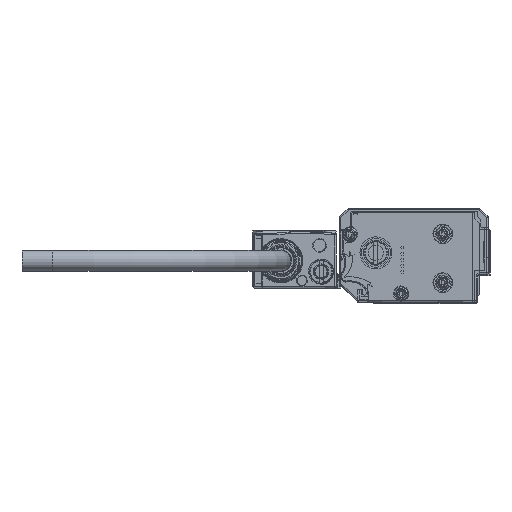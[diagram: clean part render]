
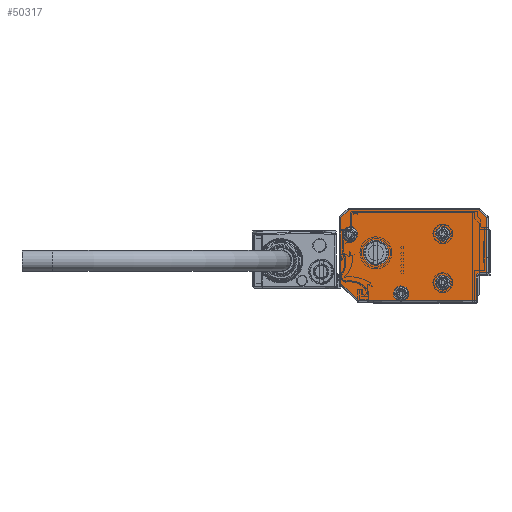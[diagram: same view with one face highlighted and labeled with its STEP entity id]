
A CAD part, left-side view. The second image highlights one B-rep face of the part: STEP entity #50317.
In plain terms, the highlighted planar face has unit normal (-1, 0, 0).
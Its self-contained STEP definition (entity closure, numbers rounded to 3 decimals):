
#50102=AXIS2_PLACEMENT_3D('Circle Axis2P3D',#50100,#50101,$) ;
#50130=AXIS2_PLACEMENT_3D('Circle Axis2P3D',#50128,#50129,$) ;
#50145=AXIS2_PLACEMENT_3D('Plane Axis2P3D',#50142,#50143,#50144) ;
#50149=AXIS2_PLACEMENT_3D('Circle Axis2P3D',#50147,#50148,$) ;
#50156=AXIS2_PLACEMENT_3D('Circle Axis2P3D',#50154,#50155,$) ;
#50163=AXIS2_PLACEMENT_3D('Circle Axis2P3D',#50161,#50162,$) ;
#50175=AXIS2_PLACEMENT_3D('Circle Axis2P3D',#50173,#50174,$) ;
#50247=AXIS2_PLACEMENT_3D('Circle Axis2P3D',#50245,#50246,$) ;
#50256=AXIS2_PLACEMENT_3D('Circle Axis2P3D',#50254,#50255,$) ;
#50265=AXIS2_PLACEMENT_3D('Circle Axis2P3D',#50263,#50264,$) ;
#50274=AXIS2_PLACEMENT_3D('Circle Axis2P3D',#50272,#50273,$) ;
#50283=AXIS2_PLACEMENT_3D('Circle Axis2P3D',#50281,#50282,$) ;
#50292=AXIS2_PLACEMENT_3D('Circle Axis2P3D',#50290,#50291,$) ;
#50301=AXIS2_PLACEMENT_3D('Circle Axis2P3D',#50299,#50300,$) ;
#50310=AXIS2_PLACEMENT_3D('Circle Axis2P3D',#50308,#50309,$) ;
#41394=CARTESIAN_POINT('Vertex',(-2573.,8.4,-1.)) ;
#41396=CARTESIAN_POINT('Vertex',(-2573.,7.,-1.)) ;
#41399=CARTESIAN_POINT('Line Origine',(-2573.,3.5,-1.)) ;
#41403=CARTESIAN_POINT('Vertex',(-2573.,21.793,-1.)) ;
#41415=CARTESIAN_POINT('Vertex',(-2573.,-17.,-1.)) ;
#41418=CARTESIAN_POINT('Line Origine',(-2573.,3.5,-1.)) ;
#50100=CARTESIAN_POINT('Axis2P3D Location',(-2573.,7.7,1.4)) ;
#50104=CARTESIAN_POINT('Vertex',(-2573.,5.2,1.4)) ;
#50125=CARTESIAN_POINT('Vertex',(-2573.,9.894,0.201)) ;
#50128=CARTESIAN_POINT('Axis2P3D Location',(-2573.,7.7,1.4)) ;
#50142=CARTESIAN_POINT('Axis2P3D Location',(-2573.,-21.5,13.5)) ;
#50147=CARTESIAN_POINT('Axis2P3D Location',(-2573.,7.7,1.4)) ;
#50151=CARTESIAN_POINT('Vertex',(-2573.,10.2,1.4)) ;
#50154=CARTESIAN_POINT('Axis2P3D Location',(-2573.,7.7,1.4)) ;
#50158=CARTESIAN_POINT('Vertex',(-2573.,5.506,2.599)) ;
#50161=CARTESIAN_POINT('Axis2P3D Location',(-2573.,7.7,1.4)) ;
#50166=CARTESIAN_POINT('Line Origine',(-2573.,-17.,3.1)) ;
#50170=CARTESIAN_POINT('Vertex',(-2573.,-17.,7.2)) ;
#50173=CARTESIAN_POINT('Axis2P3D Location',(-2573.,-18.,7.2)) ;
#50177=CARTESIAN_POINT('Vertex',(-2573.,-18.,8.2)) ;
#50180=CARTESIAN_POINT('Line Origine',(-2573.,-19.25,8.2)) ;
#50184=CARTESIAN_POINT('Vertex',(-2573.,-20.5,8.2)) ;
#50187=CARTESIAN_POINT('Line Origine',(-2573.,-20.5,17.246)) ;
#50191=CARTESIAN_POINT('Vertex',(-2573.,-20.5,26.293)) ;
#50194=CARTESIAN_POINT('Line Origine',(-2573.,-19.146,27.646)) ;
#50198=CARTESIAN_POINT('Vertex',(-2573.,-17.793,29.)) ;
#50201=CARTESIAN_POINT('Line Origine',(-2573.,3.5,29.)) ;
#50205=CARTESIAN_POINT('Vertex',(-2573.,24.793,29.)) ;
#50208=CARTESIAN_POINT('Line Origine',(-2573.,26.146,27.646)) ;
#50212=CARTESIAN_POINT('Vertex',(-2573.,27.5,26.293)) ;
#50215=CARTESIAN_POINT('Line Origine',(-2573.,27.5,15.5)) ;
#50219=CARTESIAN_POINT('Vertex',(-2573.,27.5,4.707)) ;
#50222=CARTESIAN_POINT('Line Origine',(-2573.,24.646,1.854)) ;
#50245=CARTESIAN_POINT('Axis2P3D Location',(-2573.,-6.,5.)) ;
#50249=CARTESIAN_POINT('Vertex',(-2573.,-3.806,3.801)) ;
#50251=CARTESIAN_POINT('Vertex',(-2573.,-8.194,6.199)) ;
#50254=CARTESIAN_POINT('Axis2P3D Location',(-2573.,-6.,5.)) ;
#50263=CARTESIAN_POINT('Axis2P3D Location',(-2573.,16.,14.8)) ;
#50267=CARTESIAN_POINT('Vertex',(-2573.,11.85,14.8)) ;
#50269=CARTESIAN_POINT('Vertex',(-2573.,20.15,14.8)) ;
#50272=CARTESIAN_POINT('Axis2P3D Location',(-2573.,16.,14.8)) ;
#50281=CARTESIAN_POINT('Axis2P3D Location',(-2573.,-6.,21.)) ;
#50285=CARTESIAN_POINT('Vertex',(-2573.,-8.194,22.199)) ;
#50287=CARTESIAN_POINT('Vertex',(-2573.,-3.806,19.801)) ;
#50290=CARTESIAN_POINT('Axis2P3D Location',(-2573.,-6.,21.)) ;
#50299=CARTESIAN_POINT('Axis2P3D Location',(-2573.,24.5,20.9)) ;
#50303=CARTESIAN_POINT('Vertex',(-2573.,22.306,22.099)) ;
#50305=CARTESIAN_POINT('Vertex',(-2573.,26.694,19.701)) ;
#50308=CARTESIAN_POINT('Axis2P3D Location',(-2573.,24.5,20.9)) ;
#41400=DIRECTION('Vector Direction',(0.,1.,0.)) ;
#41419=DIRECTION('Vector Direction',(0.,1.,0.)) ;
#50101=DIRECTION('Axis2P3D Direction',(-1.,0.,0.)) ;
#50129=DIRECTION('Axis2P3D Direction',(-1.,0.,0.)) ;
#50143=DIRECTION('Axis2P3D Direction',(1.,0.,0.)) ;
#50144=DIRECTION('Axis2P3D XDirection',(0.,1.,0.)) ;
#50148=DIRECTION('Axis2P3D Direction',(1.,0.,0.)) ;
#50155=DIRECTION('Axis2P3D Direction',(1.,0.,0.)) ;
#50162=DIRECTION('Axis2P3D Direction',(1.,0.,0.)) ;
#50167=DIRECTION('Vector Direction',(0.,0.,1.)) ;
#50174=DIRECTION('Axis2P3D Direction',(1.,0.,0.)) ;
#50181=DIRECTION('Vector Direction',(0.,-1.,0.)) ;
#50188=DIRECTION('Vector Direction',(0.,0.,1.)) ;
#50195=DIRECTION('Vector Direction',(0.,-0.707,-0.707)) ;
#50202=DIRECTION('Vector Direction',(0.,1.,0.)) ;
#50209=DIRECTION('Vector Direction',(0.,0.707,-0.707)) ;
#50216=DIRECTION('Vector Direction',(0.,0.,-1.)) ;
#50223=DIRECTION('Vector Direction',(0.,-0.707,-0.707)) ;
#50246=DIRECTION('Axis2P3D Direction',(1.,0.,0.)) ;
#50255=DIRECTION('Axis2P3D Direction',(1.,0.,0.)) ;
#50264=DIRECTION('Axis2P3D Direction',(1.,0.,0.)) ;
#50273=DIRECTION('Axis2P3D Direction',(1.,0.,0.)) ;
#50282=DIRECTION('Axis2P3D Direction',(1.,0.,0.)) ;
#50291=DIRECTION('Axis2P3D Direction',(1.,0.,0.)) ;
#50300=DIRECTION('Axis2P3D Direction',(1.,0.,0.)) ;
#50309=DIRECTION('Axis2P3D Direction',(1.,0.,0.)) ;
#41401=VECTOR('Line Direction',#41400,1.) ;
#41420=VECTOR('Line Direction',#41419,1.) ;
#50168=VECTOR('Line Direction',#50167,1.) ;
#50182=VECTOR('Line Direction',#50181,1.) ;
#50189=VECTOR('Line Direction',#50188,1.) ;
#50196=VECTOR('Line Direction',#50195,1.) ;
#50203=VECTOR('Line Direction',#50202,1.) ;
#50210=VECTOR('Line Direction',#50209,1.) ;
#50217=VECTOR('Line Direction',#50216,1.) ;
#50224=VECTOR('Line Direction',#50223,1.) ;
#50228=ORIENTED_EDGE('',*,*,#50132,.T.) ;
#50229=ORIENTED_EDGE('',*,*,#50153,.T.) ;
#50230=ORIENTED_EDGE('',*,*,#50160,.T.) ;
#50231=ORIENTED_EDGE('',*,*,#50165,.T.) ;
#50232=ORIENTED_EDGE('',*,*,#50106,.T.) ;
#50233=ORIENTED_EDGE('',*,*,#41422,.F.) ;
#50234=ORIENTED_EDGE('',*,*,#50172,.F.) ;
#50235=ORIENTED_EDGE('',*,*,#50179,.F.) ;
#50236=ORIENTED_EDGE('',*,*,#50186,.F.) ;
#50237=ORIENTED_EDGE('',*,*,#50193,.F.) ;
#50238=ORIENTED_EDGE('',*,*,#50200,.F.) ;
#50239=ORIENTED_EDGE('',*,*,#50207,.F.) ;
#50240=ORIENTED_EDGE('',*,*,#50214,.F.) ;
#50241=ORIENTED_EDGE('',*,*,#50221,.F.) ;
#50242=ORIENTED_EDGE('',*,*,#50226,.F.) ;
#50243=ORIENTED_EDGE('',*,*,#41405,.F.) ;
#50260=ORIENTED_EDGE('',*,*,#50253,.T.) ;
#50261=ORIENTED_EDGE('',*,*,#50258,.T.) ;
#50278=ORIENTED_EDGE('',*,*,#50271,.T.) ;
#50279=ORIENTED_EDGE('',*,*,#50276,.T.) ;
#50296=ORIENTED_EDGE('',*,*,#50289,.T.) ;
#50297=ORIENTED_EDGE('',*,*,#50294,.T.) ;
#50314=ORIENTED_EDGE('',*,*,#50307,.T.) ;
#50315=ORIENTED_EDGE('',*,*,#50312,.T.) ;
#50262=FACE_BOUND('',#50259,.T.) ;
#50280=FACE_BOUND('',#50277,.T.) ;
#50298=FACE_BOUND('',#50295,.T.) ;
#50316=FACE_BOUND('',#50313,.T.) ;
#50317=ADVANCED_FACE('\X2\FF8AFF9FFF70FF82\X0\ \X2\FF8EFF9EFF83FF9EFF68FF70\X0\',(#50244,#50262,#50280,#50298,#50316),#50146,.F.) ;
#50103=CIRCLE('generated circle',#50102,2.5) ;
#50131=CIRCLE('generated circle',#50130,2.5) ;
#50150=CIRCLE('generated circle',#50149,2.5) ;
#50157=CIRCLE('generated circle',#50156,2.5) ;
#50164=CIRCLE('generated circle',#50163,2.5) ;
#50176=CIRCLE('generated circle',#50175,1.) ;
#50248=CIRCLE('generated circle',#50247,2.5) ;
#50257=CIRCLE('generated circle',#50256,2.5) ;
#50266=CIRCLE('generated circle',#50265,4.15) ;
#50275=CIRCLE('generated circle',#50274,4.15) ;
#50284=CIRCLE('generated circle',#50283,2.5) ;
#50293=CIRCLE('generated circle',#50292,2.5) ;
#50302=CIRCLE('generated circle',#50301,2.5) ;
#50311=CIRCLE('generated circle',#50310,2.5) ;
#41405=EDGE_CURVE('',#41395,#41404,#41402,.T.) ;
#41422=EDGE_CURVE('',#41416,#41397,#41421,.T.) ;
#50106=EDGE_CURVE('',#50105,#41397,#50103,.F.) ;
#50132=EDGE_CURVE('',#41395,#50126,#50131,.F.) ;
#50153=EDGE_CURVE('',#50126,#50152,#50150,.T.) ;
#50160=EDGE_CURVE('',#50152,#50159,#50157,.T.) ;
#50165=EDGE_CURVE('',#50159,#50105,#50164,.T.) ;
#50172=EDGE_CURVE('',#50171,#41416,#50169,.F.) ;
#50179=EDGE_CURVE('',#50178,#50171,#50176,.F.) ;
#50186=EDGE_CURVE('',#50185,#50178,#50183,.F.) ;
#50193=EDGE_CURVE('',#50192,#50185,#50190,.F.) ;
#50200=EDGE_CURVE('',#50199,#50192,#50197,.T.) ;
#50207=EDGE_CURVE('',#50206,#50199,#50204,.F.) ;
#50214=EDGE_CURVE('',#50213,#50206,#50211,.F.) ;
#50221=EDGE_CURVE('',#50220,#50213,#50218,.F.) ;
#50226=EDGE_CURVE('',#41404,#50220,#50225,.F.) ;
#50253=EDGE_CURVE('',#50250,#50252,#50248,.T.) ;
#50258=EDGE_CURVE('',#50252,#50250,#50257,.T.) ;
#50271=EDGE_CURVE('',#50268,#50270,#50266,.T.) ;
#50276=EDGE_CURVE('',#50270,#50268,#50275,.T.) ;
#50289=EDGE_CURVE('',#50286,#50288,#50284,.T.) ;
#50294=EDGE_CURVE('',#50288,#50286,#50293,.T.) ;
#50307=EDGE_CURVE('',#50304,#50306,#50302,.T.) ;
#50312=EDGE_CURVE('',#50306,#50304,#50311,.T.) ;
#50227=EDGE_LOOP('',(#50228,#50229,#50230,#50231,#50232,#50233,#50234,#50235,#50236,#50237,#50238,#50239,#50240,#50241,#50242,#50243)) ;
#50259=EDGE_LOOP('',(#50260,#50261)) ;
#50277=EDGE_LOOP('',(#50278,#50279)) ;
#50295=EDGE_LOOP('',(#50296,#50297)) ;
#50313=EDGE_LOOP('',(#50314,#50315)) ;
#50244=FACE_OUTER_BOUND('',#50227,.T.) ;
#41402=LINE('Line',#41399,#41401) ;
#41421=LINE('Line',#41418,#41420) ;
#50169=LINE('Line',#50166,#50168) ;
#50183=LINE('Line',#50180,#50182) ;
#50190=LINE('Line',#50187,#50189) ;
#50197=LINE('Line',#50194,#50196) ;
#50204=LINE('Line',#50201,#50203) ;
#50211=LINE('Line',#50208,#50210) ;
#50218=LINE('Line',#50215,#50217) ;
#50225=LINE('Line',#50222,#50224) ;
#50146=PLANE('Plane',#50145) ;
#41395=VERTEX_POINT('',#41394) ;
#41397=VERTEX_POINT('',#41396) ;
#41404=VERTEX_POINT('',#41403) ;
#41416=VERTEX_POINT('',#41415) ;
#50105=VERTEX_POINT('',#50104) ;
#50126=VERTEX_POINT('',#50125) ;
#50152=VERTEX_POINT('',#50151) ;
#50159=VERTEX_POINT('',#50158) ;
#50171=VERTEX_POINT('',#50170) ;
#50178=VERTEX_POINT('',#50177) ;
#50185=VERTEX_POINT('',#50184) ;
#50192=VERTEX_POINT('',#50191) ;
#50199=VERTEX_POINT('',#50198) ;
#50206=VERTEX_POINT('',#50205) ;
#50213=VERTEX_POINT('',#50212) ;
#50220=VERTEX_POINT('',#50219) ;
#50250=VERTEX_POINT('',#50249) ;
#50252=VERTEX_POINT('',#50251) ;
#50268=VERTEX_POINT('',#50267) ;
#50270=VERTEX_POINT('',#50269) ;
#50286=VERTEX_POINT('',#50285) ;
#50288=VERTEX_POINT('',#50287) ;
#50304=VERTEX_POINT('',#50303) ;
#50306=VERTEX_POINT('',#50305) ;
